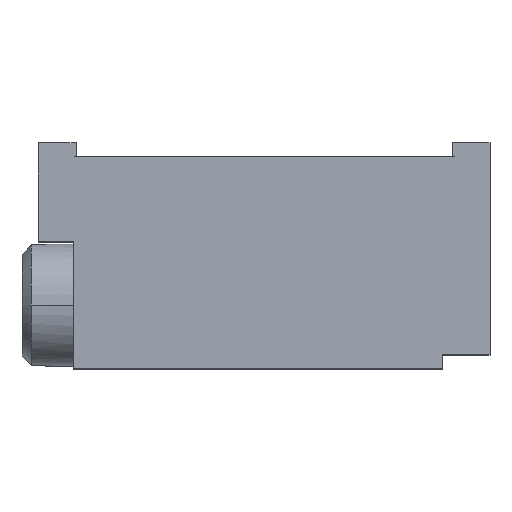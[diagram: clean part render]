
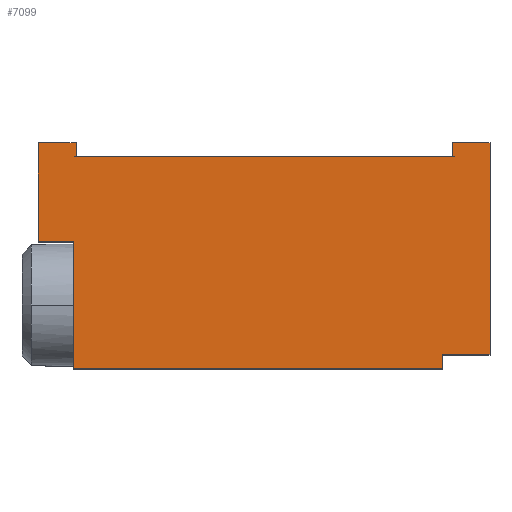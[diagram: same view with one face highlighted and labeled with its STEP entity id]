
A CAD part, top view. The second image highlights one B-rep face of the part: STEP entity #7099.
In plain terms, the highlighted planar face has unit normal (0, 0, 1).
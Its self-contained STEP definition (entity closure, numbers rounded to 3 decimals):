
#4 = VECTOR ( 'NONE', #12006, 1000. ) ;
#154 = ORIENTED_EDGE ( 'NONE', *, *, #3314, .T. ) ;
#321 = VERTEX_POINT ( 'NONE', #5267 ) ;
#377 = DIRECTION ( 'NONE',  ( 1., 0., 0. ) ) ;
#396 = EDGE_CURVE ( 'NONE', #12665, #1371, #11222, .T. ) ;
#404 = ORIENTED_EDGE ( 'NONE', *, *, #6003, .F. ) ;
#491 = VECTOR ( 'NONE', #1879, 1000. ) ;
#561 = CARTESIAN_POINT ( 'NONE',  ( -4.05, 0., 4.8 ) ) ;
#740 = CARTESIAN_POINT ( 'NONE',  ( -4., 4.8, 4.8 ) ) ;
#817 = VECTOR ( 'NONE', #4073, 1000. ) ;
#997 = CARTESIAN_POINT ( 'NONE',  ( 3.8, 0.3, 4.8 ) ) ;
#1036 = CARTESIAN_POINT ( 'NONE',  ( 4.8, 4.8, 4.8 ) ) ;
#1223 = LINE ( 'NONE', #997, #8087 ) ;
#1371 = VERTEX_POINT ( 'NONE', #740 ) ;
#1482 = EDGE_CURVE ( 'NONE', #7857, #13836, #9758, .T. ) ;
#1879 = DIRECTION ( 'NONE',  ( 0., -1., 0. ) ) ;
#2026 = VECTOR ( 'NONE', #3121, 1000. ) ;
#2418 = ORIENTED_EDGE ( 'NONE', *, *, #8801, .T. ) ;
#2521 = CARTESIAN_POINT ( 'NONE',  ( -4.05, 2.7, 4.8 ) ) ;
#2627 = CARTESIAN_POINT ( 'NONE',  ( 4.8, 0.3, 4.8 ) ) ;
#2757 = VERTEX_POINT ( 'NONE', #5742 ) ;
#2842 = EDGE_CURVE ( 'NONE', #9739, #1371, #7902, .T. ) ;
#2904 = AXIS2_PLACEMENT_3D ( 'NONE', #9187, #12165, #10042 ) ;
#2921 = CARTESIAN_POINT ( 'NONE',  ( -4., 4.5, 4.8 ) ) ;
#2984 = CARTESIAN_POINT ( 'NONE',  ( 4.8, 0., 4.8 ) ) ;
#3047 = CARTESIAN_POINT ( 'NONE',  ( 3.8, 0., 4.8 ) ) ;
#3075 = LINE ( 'NONE', #8349, #817 ) ;
#3121 = DIRECTION ( 'NONE',  ( 1., 0., 0. ) ) ;
#3160 = VERTEX_POINT ( 'NONE', #3047 ) ;
#3189 = ORIENTED_EDGE ( 'NONE', *, *, #396, .T. ) ;
#3194 = LINE ( 'NONE', #2984, #2026 ) ;
#3206 = DIRECTION ( 'NONE',  ( 0., -1., 0. ) ) ;
#3208 = ORIENTED_EDGE ( 'NONE', *, *, #2842, .F. ) ;
#3228 = VECTOR ( 'NONE', #3826, 1000. ) ;
#3285 = ORIENTED_EDGE ( 'NONE', *, *, #13950, .F. ) ;
#3314 = EDGE_CURVE ( 'NONE', #6812, #7806, #12497, .T. ) ;
#3558 = VERTEX_POINT ( 'NONE', #11826 ) ;
#3658 = LINE ( 'NONE', #2521, #4153 ) ;
#3762 = CARTESIAN_POINT ( 'NONE',  ( -4.05, 2.7, 4.8 ) ) ;
#3797 = EDGE_CURVE ( 'NONE', #7806, #3160, #3194, .T. ) ;
#3826 = DIRECTION ( 'NONE',  ( 0., -1., 0. ) ) ;
#4073 = DIRECTION ( 'NONE',  ( -1., 0., 0. ) ) ;
#4142 = CARTESIAN_POINT ( 'NONE',  ( 4.8, 4.8, 4.8 ) ) ;
#4153 = VECTOR ( 'NONE', #4971, 1000. ) ;
#4548 = VECTOR ( 'NONE', #11906, 1000. ) ;
#4774 = FACE_OUTER_BOUND ( 'NONE', #6867, .T. ) ;
#4882 = DIRECTION ( 'NONE',  ( 0., 1., 0. ) ) ;
#4909 = LINE ( 'NONE', #9250, #12519 ) ;
#4971 = DIRECTION ( 'NONE',  ( -1., 0., 0. ) ) ;
#5062 = ORIENTED_EDGE ( 'NONE', *, *, #9283, .F. ) ;
#5267 = CARTESIAN_POINT ( 'NONE',  ( -4.8, 2.7, 4.8 ) ) ;
#5742 = CARTESIAN_POINT ( 'NONE',  ( 4., 4.8, 4.8 ) ) ;
#6003 = EDGE_CURVE ( 'NONE', #2757, #7857, #7517, .T. ) ;
#6097 = CARTESIAN_POINT ( 'NONE',  ( -4.8, 4.8, 4.8 ) ) ;
#6548 = CARTESIAN_POINT ( 'NONE',  ( 4., 4.5, 4.8 ) ) ;
#6812 = VERTEX_POINT ( 'NONE', #11908 ) ;
#6867 = EDGE_LOOP ( 'NONE', ( #13656, #8448, #13826, #10396, #404, #3285, #9621, #3189, #3208, #2418, #5062, #154 ) ) ;
#7099 = ADVANCED_FACE ( 'NONE', ( #4774 ), #7796, .F. ) ;
#7209 = EDGE_CURVE ( 'NONE', #12665, #11137, #4909, .T. ) ;
#7343 = VECTOR ( 'NONE', #3206, 1000. ) ;
#7517 = LINE ( 'NONE', #4142, #4548 ) ;
#7796 = PLANE ( 'NONE',  #2904 ) ;
#7806 = VERTEX_POINT ( 'NONE', #561 ) ;
#7857 = VERTEX_POINT ( 'NONE', #1036 ) ;
#7902 = LINE ( 'NONE', #11294, #9077 ) ;
#8087 = VECTOR ( 'NONE', #12194, 1000. ) ;
#8349 = CARTESIAN_POINT ( 'NONE',  ( 5.3, 0.3, 4.8 ) ) ;
#8448 = ORIENTED_EDGE ( 'NONE', *, *, #9888, .F. ) ;
#8568 = CARTESIAN_POINT ( 'NONE',  ( -4.8, 4.8, 4.8 ) ) ;
#8685 = CARTESIAN_POINT ( 'NONE',  ( 4.8, 4.8, 4.8 ) ) ;
#8790 = LINE ( 'NONE', #6548, #4 ) ;
#8801 = EDGE_CURVE ( 'NONE', #9739, #321, #10630, .T. ) ;
#9077 = VECTOR ( 'NONE', #377, 1000. ) ;
#9187 = CARTESIAN_POINT ( 'NONE',  ( 4.8, 4.8, 4.8 ) ) ;
#9250 = CARTESIAN_POINT ( 'NONE',  ( -4., 4.5, 4.8 ) ) ;
#9283 = EDGE_CURVE ( 'NONE', #6812, #321, #3658, .T. ) ;
#9621 = ORIENTED_EDGE ( 'NONE', *, *, #7209, .F. ) ;
#9739 = VERTEX_POINT ( 'NONE', #6097 ) ;
#9758 = LINE ( 'NONE', #8685, #7343 ) ;
#9888 = EDGE_CURVE ( 'NONE', #3558, #3160, #1223, .T. ) ;
#10042 = DIRECTION ( 'NONE',  ( -1., 0., 0. ) ) ;
#10286 = VECTOR ( 'NONE', #4882, 1000. ) ;
#10309 = CARTESIAN_POINT ( 'NONE',  ( 4., 4.5, 4.8 ) ) ;
#10396 = ORIENTED_EDGE ( 'NONE', *, *, #1482, .F. ) ;
#10630 = LINE ( 'NONE', #8568, #491 ) ;
#11137 = VERTEX_POINT ( 'NONE', #10309 ) ;
#11222 = LINE ( 'NONE', #13356, #10286 ) ;
#11294 = CARTESIAN_POINT ( 'NONE',  ( 4.8, 4.8, 4.8 ) ) ;
#11490 = EDGE_CURVE ( 'NONE', #13836, #3558, #3075, .T. ) ;
#11826 = CARTESIAN_POINT ( 'NONE',  ( 3.8, 0.3, 4.8 ) ) ;
#11906 = DIRECTION ( 'NONE',  ( 1., 0., 0. ) ) ;
#11908 = CARTESIAN_POINT ( 'NONE',  ( -4.05, 2.7, 4.8 ) ) ;
#12006 = DIRECTION ( 'NONE',  ( 0., 1., 0. ) ) ;
#12165 = DIRECTION ( 'NONE',  ( 0., 0., -1. ) ) ;
#12194 = DIRECTION ( 'NONE',  ( 0., -1., 0. ) ) ;
#12497 = LINE ( 'NONE', #3762, #3228 ) ;
#12519 = VECTOR ( 'NONE', #13600, 1000. ) ;
#12665 = VERTEX_POINT ( 'NONE', #2921 ) ;
#13356 = CARTESIAN_POINT ( 'NONE',  ( -4., 4.5, 4.8 ) ) ;
#13600 = DIRECTION ( 'NONE',  ( 1., 0., 0. ) ) ;
#13656 = ORIENTED_EDGE ( 'NONE', *, *, #3797, .T. ) ;
#13826 = ORIENTED_EDGE ( 'NONE', *, *, #11490, .F. ) ;
#13836 = VERTEX_POINT ( 'NONE', #2627 ) ;
#13950 = EDGE_CURVE ( 'NONE', #11137, #2757, #8790, .T. ) ;
